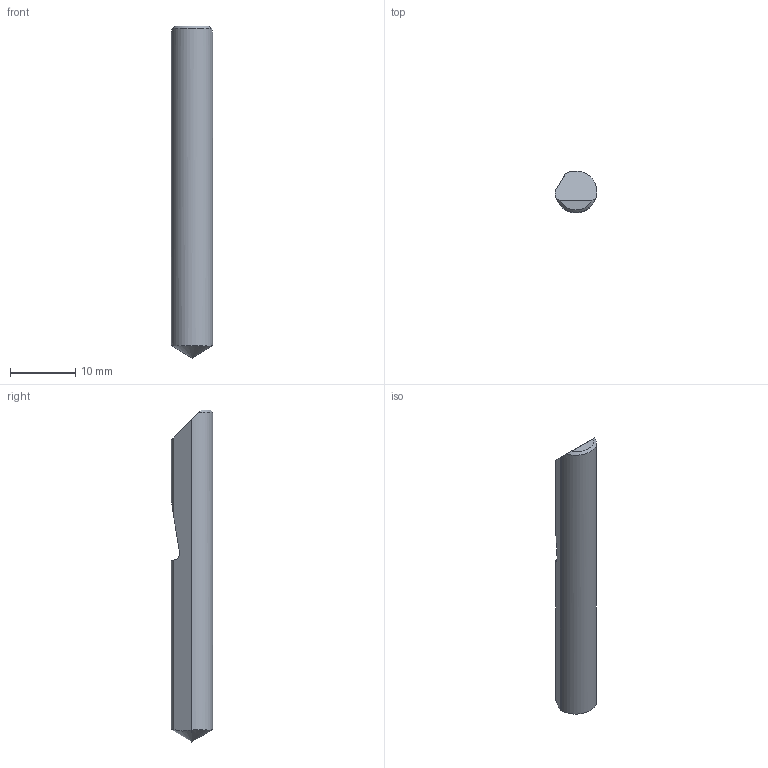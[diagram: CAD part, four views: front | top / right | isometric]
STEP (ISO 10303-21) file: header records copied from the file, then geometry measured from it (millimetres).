
FILE_DESCRIPTION (( 'STEP AP214' ), '1' );
FILE_NAME ('Micro_QSD-250.STEP', '2021-08-31T17:39:03', ( '' ), ( '' ), 'SwSTEP 2.0', 'SolidWorks 2020', '' );
FILE_SCHEMA (( 'AUTOMOTIVE_DESIGN' ));
Length unit declared in the file: inch
Products named in the file (1): Micro_QSD-250
Bounding box: 6.35 x 6.35 x 50.8 mm (x, y, z)
Volume: 1464.3 mm3; surface area: 1008.1 mm2
Topology: 1 solids, 1 shells, 12 faces, 31 edges, 19 vertices
Faces by surface type: plane 5, cylinder 4, cone 3
Entity records: 408 total; most frequent: CARTESIAN_POINT 110, ORIENTED_EDGE 58, DIRECTION 48, EDGE_CURVE 29, VERTEX_POINT 19, AXIS2_PLACEMENT_3D 18, FACE_OUTER_BOUND 12, ADVANCED_FACE 12
